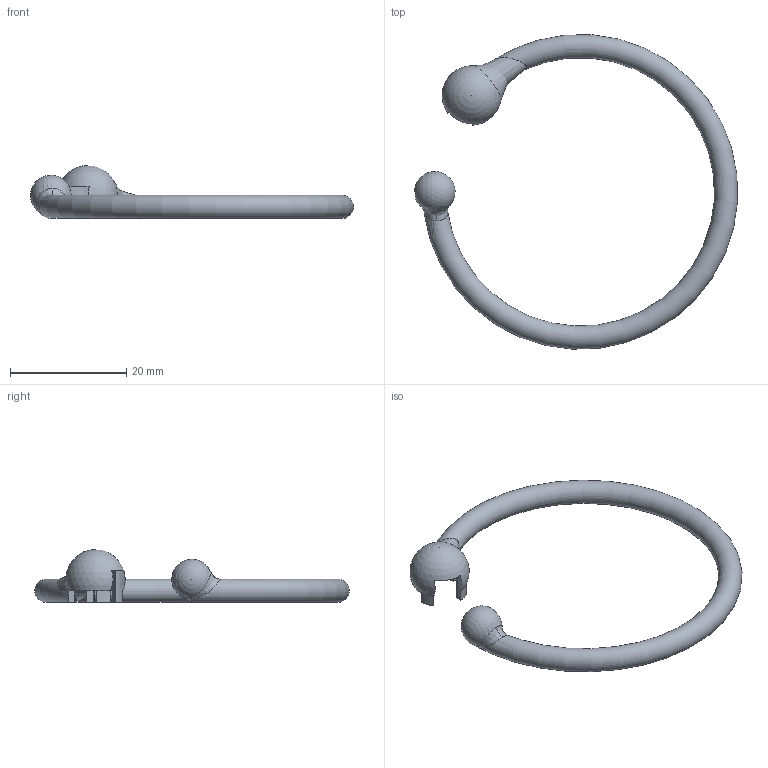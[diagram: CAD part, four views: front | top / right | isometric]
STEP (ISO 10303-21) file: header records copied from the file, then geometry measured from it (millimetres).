
FILE_DESCRIPTION(/* description */ (''),/* implementation_level */ '2;1');
FILE_NAME(/* name */ 'shower_curtain_ring_with_clasp v18.step',/* time_stamp */ '2020-06-02T23:37:56-04:00',/* author */ (''),/* organization */ (''),/* preprocessor_version */ 'ST-DEVELOPER v18.1',/* originating_system */ 'Autodesk Translation Framework v9.3.0.1241',/* authorisation */ '');
FILE_SCHEMA (('AUTOMOTIVE_DESIGN { 1 0 10303 214 3 1 1 }'));
Length unit declared in the file: millimetre
Products named in the file (1): shower_curtain_ring_with_clasp
Bounding box: 55.52 x 54.02 x 9.1 mm (x, y, z)
Volume: 2103.2 mm3; surface area: 2218.2 mm2
Topology: 1 solids, 1 shells, 34 faces, 106 edges, 70 vertices
Faces by surface type: plane 13, bspline 10, cylinder 7, sphere 2, torus 1, cone 1
Full cylindrical faces by diameter (mm): 7.1 x1
Entity records: 2061 total; most frequent: CARTESIAN_POINT 1159, ORIENTED_EDGE 202, DIRECTION 155, EDGE_CURVE 101, VERTEX_POINT 70, AXIS2_PLACEMENT_3D 64, CIRCLE 39, EDGE_LOOP 35
